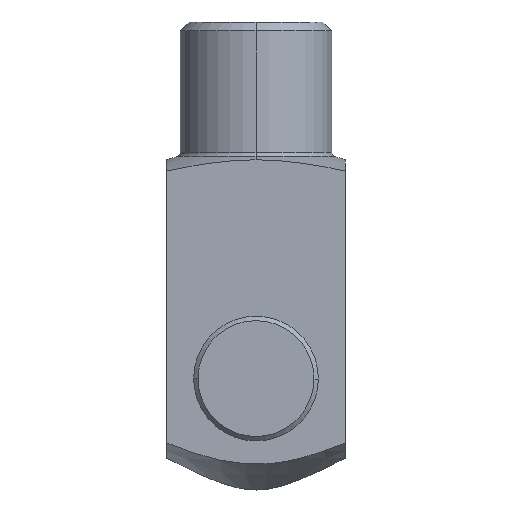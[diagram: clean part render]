
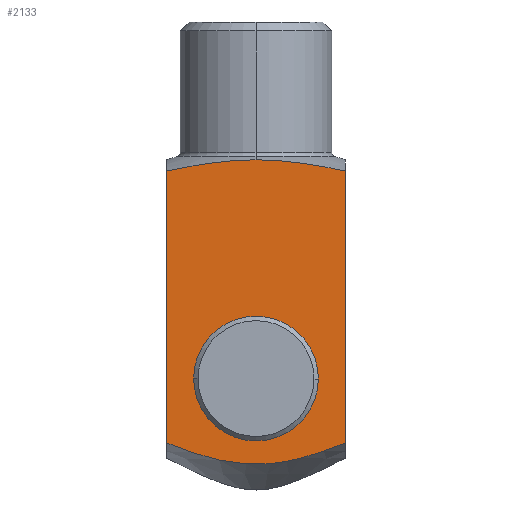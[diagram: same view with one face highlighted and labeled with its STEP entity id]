
A CAD part, left-side view. The second image highlights one B-rep face of the part: STEP entity #2133.
In plain terms, the highlighted planar face has unit normal (-1, 0, 0).
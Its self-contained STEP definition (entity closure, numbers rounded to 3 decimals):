
#10 = VERTEX_POINT ( 'NONE', #1735 ) ;
#35 = EDGE_CURVE ( 'NONE', #1057, #1129, #2353, .T. ) ;
#86 = FACE_OUTER_BOUND ( 'NONE', #2686, .T. ) ;
#137 = B_SPLINE_CURVE_WITH_KNOTS ( 'NONE', 3,
 ( #415, #1776, #1521, #2586, #3445, #2086, #3430, #1223, #954, #2322, #162, #2056, #451, #2624, #1791, #174, #2071, #440, #2337, #2835, #1555, #238, #756, #1868, #3172, #2662 ),
 .UNSPECIFIED., .F., .F.,
 ( 4, 2, 2, 2, 2, 2, 2, 2, 2, 2, 2, 2, 4 ),
 ( 0.053, 0.058, 0.06, 0.063, 0.068, 0.073, 0.075, 0.076, 0.078, 0.084, 0.086, 0.089, 0.094 ),
 .UNSPECIFIED. ) ;
#162 = CARTESIAN_POINT ( 'NONE',  ( -18.205, 26.173, -11.739 ) ) ;
#174 = CARTESIAN_POINT ( 'NONE',  ( -18.205, 20.966, -11.584 ) ) ;
#195 = VECTOR ( 'NONE', #993, 1000. ) ;
#208 = VERTEX_POINT ( 'NONE', #1606 ) ;
#228 = CARTESIAN_POINT ( 'NONE',  ( -18.205, 31.072, 56.26 ) ) ;
#234 = B_SPLINE_CURVE_WITH_KNOTS ( 'NONE', 3,
 ( #495, #2949, #486, #1853, #1319, #3216, #2652, #3486, #228, #807, #3249, #240 ),
 .UNSPECIFIED., .F., .F.,
 ( 4, 2, 2, 2, 2, 4 ),
 ( 0.066, 0.071, 0.074, 0.076, 0.081, 0.086 ),
 .UNSPECIFIED. ) ;
#238 = CARTESIAN_POINT ( 'NONE',  ( -18.205, 10.876, -9.36 ) ) ;
#240 = CARTESIAN_POINT ( 'NONE',  ( -18.205, 24.386, 56.572 ) ) ;
#288 = CARTESIAN_POINT ( 'NONE',  ( -18.205, 24.386, 7.485 ) ) ;
#308 = DIRECTION ( 'NONE',  ( 0., 0., 1. ) ) ;
#327 = EDGE_LOOP ( 'NONE', ( #2830, #3502 ) ) ;
#363 = EDGE_CURVE ( 'NONE', #208, #2165, #2013, .T. ) ;
#388 = CARTESIAN_POINT ( 'NONE',  ( -18.205, 21.04, 56.507 ) ) ;
#415 = CARTESIAN_POINT ( 'NONE',  ( -18.205, 44.386, -6.958 ) ) ;
#432 = CARTESIAN_POINT ( 'NONE',  ( -18.205, 4.386, -6.958 ) ) ;
#440 = CARTESIAN_POINT ( 'NONE',  ( -18.205, 17.55, -11.123 ) ) ;
#451 = CARTESIAN_POINT ( 'NONE',  ( -18.205, 23.565, -11.734 ) ) ;
#486 = CARTESIAN_POINT ( 'NONE',  ( -18.205, 41.088, 54.739 ) ) ;
#495 = CARTESIAN_POINT ( 'NONE',  ( -18.205, 44.386, 54.051 ) ) ;
#506 = DIRECTION ( 'NONE',  ( 1., 0., 0. ) ) ;
#684 = DIRECTION ( 'NONE',  ( -1., 0., 0. ) ) ;
#701 = EDGE_CURVE ( 'NONE', #1617, #1129, #3365, .T. ) ;
#756 = CARTESIAN_POINT ( 'NONE',  ( -18.205, 10.052, -9.087 ) ) ;
#795 = VECTOR ( 'NONE', #3164, 1000. ) ;
#807 = CARTESIAN_POINT ( 'NONE',  ( -18.205, 27.726, 56.508 ) ) ;
#811 = FACE_BOUND ( 'NONE', #327, .T. ) ;
#853 = ORIENTED_EDGE ( 'NONE', *, *, #701, .T. ) ;
#954 = CARTESIAN_POINT ( 'NONE',  ( -18.205, 31.275, -11.112 ) ) ;
#993 = DIRECTION ( 'NONE',  ( 0., 0., 1. ) ) ;
#1057 = VERTEX_POINT ( 'NONE', #1670 ) ;
#1129 = VERTEX_POINT ( 'NONE', #2815 ) ;
#1194 = CARTESIAN_POINT ( 'NONE',  ( -18.205, 44.386, -42.515 ) ) ;
#1205 = CARTESIAN_POINT ( 'NONE',  ( -18.205, 11.029, 55.351 ) ) ;
#1223 = CARTESIAN_POINT ( 'NONE',  ( -18.205, 32.95, -10.756 ) ) ;
#1319 = CARTESIAN_POINT ( 'NONE',  ( -18.205, 37.766, 55.339 ) ) ;
#1345 = AXIS2_PLACEMENT_3D ( 'NONE', #2128, #506, #1831 ) ;
#1382 = ORIENTED_EDGE ( 'NONE', *, *, #2170, .T. ) ;
#1460 = CARTESIAN_POINT ( 'NONE',  ( -18.205, 22.712, 56.572 ) ) ;
#1490 = CARTESIAN_POINT ( 'NONE',  ( -18.205, 7.698, 54.742 ) ) ;
#1505 = DIRECTION ( 'NONE',  ( 0., 0., 1. ) ) ;
#1516 = ORIENTED_EDGE ( 'NONE', *, *, #3524, .F. ) ;
#1521 = CARTESIAN_POINT ( 'NONE',  ( -18.205, 41.187, -8.226 ) ) ;
#1555 = CARTESIAN_POINT ( 'NONE',  ( -18.205, 12.531, -9.871 ) ) ;
#1590 = LINE ( 'NONE', #2035, #795 ) ;
#1606 = CARTESIAN_POINT ( 'NONE',  ( -18.205, 24.386, 18.985 ) ) ;
#1617 = VERTEX_POINT ( 'NONE', #432 ) ;
#1670 = CARTESIAN_POINT ( 'NONE',  ( -18.205, 24.386, 56.572 ) ) ;
#1726 = CARTESIAN_POINT ( 'NONE',  ( -18.205, 4.386, -42.515 ) ) ;
#1735 = CARTESIAN_POINT ( 'NONE',  ( -18.205, 44.386, 54.051 ) ) ;
#1748 = CARTESIAN_POINT ( 'NONE',  ( -18.205, 6.039, 54.407 ) ) ;
#1776 = CARTESIAN_POINT ( 'NONE',  ( -18.205, 42.794, -7.608 ) ) ;
#1791 = CARTESIAN_POINT ( 'NONE',  ( -18.205, 22.262, -11.679 ) ) ;
#1831 = DIRECTION ( 'NONE',  ( 0., 0., 1. ) ) ;
#1853 = CARTESIAN_POINT ( 'NONE',  ( -18.205, 38.598, 55.194 ) ) ;
#1868 = CARTESIAN_POINT ( 'NONE',  ( -18.205, 7.598, -8.232 ) ) ;
#1981 = ORIENTED_EDGE ( 'NONE', *, *, #3425, .F. ) ;
#2005 = CARTESIAN_POINT ( 'NONE',  ( -18.205, 12.695, 55.623 ) ) ;
#2013 = CIRCLE ( 'NONE', #2753, 11.5 ) ;
#2035 = CARTESIAN_POINT ( 'NONE',  ( -18.205, 44.386, -42.515 ) ) ;
#2046 = CARTESIAN_POINT ( 'NONE',  ( -18.205, 24.386, -4.015 ) ) ;
#2056 = CARTESIAN_POINT ( 'NONE',  ( -18.205, 24.002, -11.742 ) ) ;
#2071 = CARTESIAN_POINT ( 'NONE',  ( -18.205, 20.108, -11.49 ) ) ;
#2086 = CARTESIAN_POINT ( 'NONE',  ( -18.205, 36.269, -9.863 ) ) ;
#2128 = CARTESIAN_POINT ( 'NONE',  ( -18.205, 24.386, 7.485 ) ) ;
#2133 = ADVANCED_FACE ( 'NONE', ( #811, #86 ), #2298, .T. ) ;
#2165 = VERTEX_POINT ( 'NONE', #2046 ) ;
#2170 = EDGE_CURVE ( 'NONE', #2234, #1617, #137, .T. ) ;
#2234 = VERTEX_POINT ( 'NONE', #3472 ) ;
#2265 = CARTESIAN_POINT ( 'NONE',  ( -18.205, 4.386, 54.051 ) ) ;
#2294 = CARTESIAN_POINT ( 'NONE',  ( -18.205, 16.03, 56.078 ) ) ;
#2298 = PLANE ( 'NONE',  #2478 ) ;
#2322 = CARTESIAN_POINT ( 'NONE',  ( -18.205, 27.886, -11.604 ) ) ;
#2324 = EDGE_CURVE ( 'NONE', #2165, #208, #2676, .T. ) ;
#2337 = CARTESIAN_POINT ( 'NONE',  ( -18.205, 15.866, -10.767 ) ) ;
#2353 = B_SPLINE_CURVE_WITH_KNOTS ( 'NONE', 3,
 ( #3078, #1460, #388, #2807, #2294, #2005, #1205, #1490, #1748, #2265 ),
 .UNSPECIFIED., .F., .F.,
 ( 4, 2, 2, 2, 4 ),
 ( 0.086, 0.091, 0.096, 0.102, 0.107 ),
 .UNSPECIFIED. ) ;
#2450 = DIRECTION ( 'NONE',  ( 1., 0., 0. ) ) ;
#2478 = AXIS2_PLACEMENT_3D ( 'NONE', #1194, #684, #1505 ) ;
#2586 = CARTESIAN_POINT ( 'NONE',  ( -18.205, 38.74, -9.08 ) ) ;
#2624 = CARTESIAN_POINT ( 'NONE',  ( -18.205, 22.695, -11.703 ) ) ;
#2652 = CARTESIAN_POINT ( 'NONE',  ( -18.205, 35.26, 55.734 ) ) ;
#2662 = CARTESIAN_POINT ( 'NONE',  ( -18.205, 4.386, -6.958 ) ) ;
#2676 = CIRCLE ( 'NONE', #1345, 11.5 ) ;
#2686 = EDGE_LOOP ( 'NONE', ( #1981, #1382, #853, #2727, #1516 ) ) ;
#2727 = ORIENTED_EDGE ( 'NONE', *, *, #35, .F. ) ;
#2753 = AXIS2_PLACEMENT_3D ( 'NONE', #288, #2450, #308 ) ;
#2807 = CARTESIAN_POINT ( 'NONE',  ( -18.205, 17.699, 56.26 ) ) ;
#2815 = CARTESIAN_POINT ( 'NONE',  ( -18.205, 4.386, 54.051 ) ) ;
#2830 = ORIENTED_EDGE ( 'NONE', *, *, #363, .T. ) ;
#2835 = CARTESIAN_POINT ( 'NONE',  ( -18.205, 13.362, -10.111 ) ) ;
#2949 = CARTESIAN_POINT ( 'NONE',  ( -18.205, 42.74, 54.405 ) ) ;
#3078 = CARTESIAN_POINT ( 'NONE',  ( -18.205, 24.386, 56.572 ) ) ;
#3164 = DIRECTION ( 'NONE',  ( 0., 0., 1. ) ) ;
#3172 = CARTESIAN_POINT ( 'NONE',  ( -18.205, 5.985, -7.611 ) ) ;
#3216 = CARTESIAN_POINT ( 'NONE',  ( -18.205, 36.098, 55.609 ) ) ;
#3249 = CARTESIAN_POINT ( 'NONE',  ( -18.205, 26.055, 56.572 ) ) ;
#3365 = LINE ( 'NONE', #1726, #195 ) ;
#3425 = EDGE_CURVE ( 'NONE', #2234, #10, #1590, .T. ) ;
#3430 = CARTESIAN_POINT ( 'NONE',  ( -18.205, 35.442, -10.101 ) ) ;
#3445 = CARTESIAN_POINT ( 'NONE',  ( -18.205, 37.917, -9.353 ) ) ;
#3472 = CARTESIAN_POINT ( 'NONE',  ( -18.205, 44.386, -6.958 ) ) ;
#3486 = CARTESIAN_POINT ( 'NONE',  ( -18.205, 32.746, 56.077 ) ) ;
#3502 = ORIENTED_EDGE ( 'NONE', *, *, #2324, .T. ) ;
#3524 = EDGE_CURVE ( 'NONE', #10, #1057, #234, .T. ) ;
